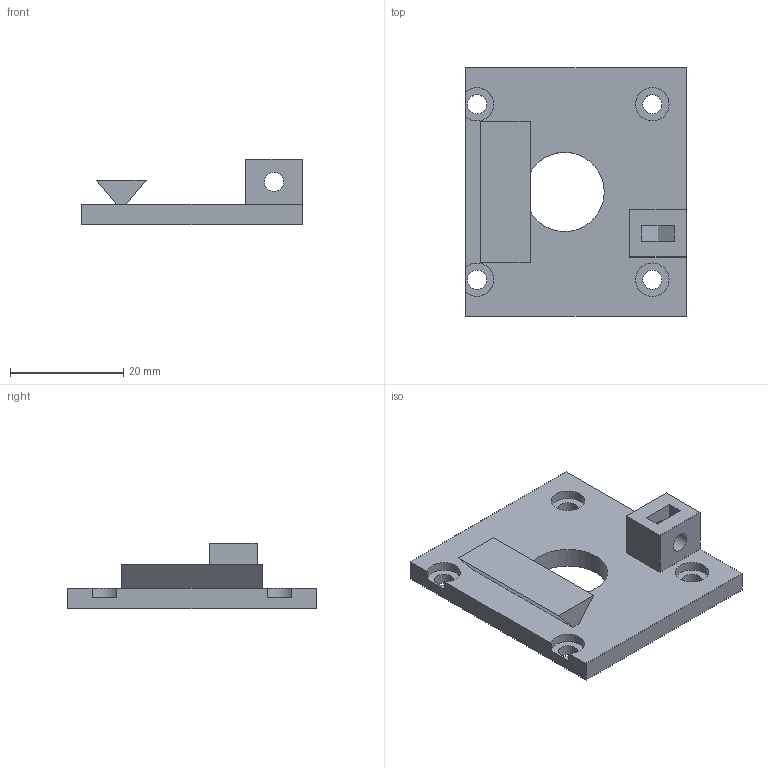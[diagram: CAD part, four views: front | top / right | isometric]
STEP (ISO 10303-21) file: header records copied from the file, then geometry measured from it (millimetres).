
FILE_DESCRIPTION(('FreeCAD Model'),'2;1');
FILE_NAME('Art56MotorHolderB.step', '2017-01-10T08:54:06',('Author'),(''), 'Open CASCADE STEP processor 6.8','FreeCAD','Unknown');
FILE_SCHEMA(('AUTOMOTIVE_DESIGN_CC2 { 1 2 10303 214 -1 1 5 4 }'));
Length unit declared in the file: millimetre
Products named in the file (2): ASSEMBLY; Art56MotorHolderB
Assembly tree (1 placements, depth 2):
  ASSEMBLY
    Art56MotorHolderB
Bounding box: 39 x 44 x 11.6 mm (x, y, z)
Volume: 6459 mm3; surface area: 4917.9 mm2
Topology: 1 solids, 1 shells, 36 faces, 94 edges, 64 vertices
Faces by surface type: plane 25, cylinder 11
Full cylindrical faces by diameter (mm): 3.4 x6, 5.9 x2, 14 x1
Entity records: 2681 total; most frequent: CARTESIAN_POINT 768, DIRECTION 336, LINE 194, VECTOR 194, ORIENTED_EDGE 188, PCURVE 188, DEFINITIONAL_REPRESENTATION 188, EDGE_CURVE 94
